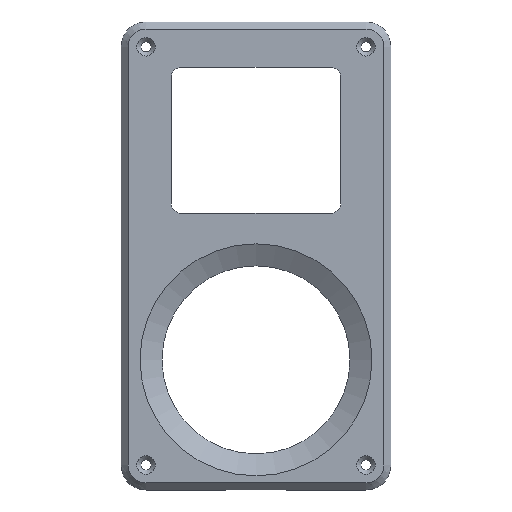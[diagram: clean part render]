
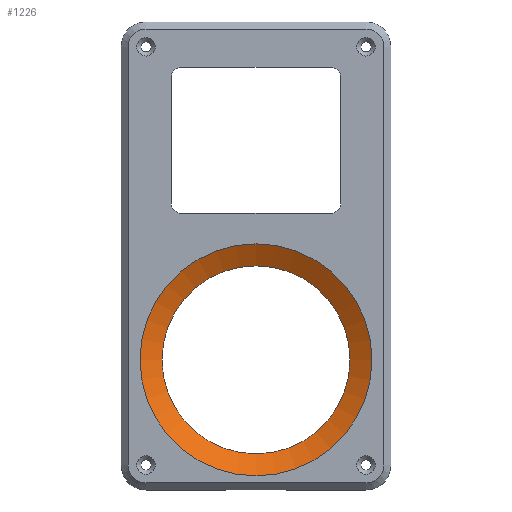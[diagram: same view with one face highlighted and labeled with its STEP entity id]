
A CAD part, top view. The second image highlights one B-rep face of the part: STEP entity #1226.
In plain terms, the highlighted conical face has half-angle 60 degrees and reference radius 20 mm.
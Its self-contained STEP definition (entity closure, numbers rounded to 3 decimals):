
#45 = PLANE('',#46);
#46 = AXIS2_PLACEMENT_3D('',#47,#48,#49);
#47 = CARTESIAN_POINT('',(0.,0.,11.6));
#48 = DIRECTION('',(0.,0.,1.));
#49 = DIRECTION('',(1.,0.,0.));
#364 = EDGE_CURVE('',#365,#365,#367,.T.);
#365 = VERTEX_POINT('',#366);
#366 = CARTESIAN_POINT('',(24.677,-22.1,11.6));
#367 = SURFACE_CURVE('',#368,(#373,#380),.PCURVE_S1.);
#368 = CIRCLE('',#369,24.677);
#369 = AXIS2_PLACEMENT_3D('',#370,#371,#372);
#370 = CARTESIAN_POINT('',(0.,-22.1,11.6));
#371 = DIRECTION('',(0.,0.,1.));
#372 = DIRECTION('',(1.,0.,0.));
#373 = PCURVE('',#45,#374);
#374 = DEFINITIONAL_REPRESENTATION('',(#375),#379);
#375 = CIRCLE('',#376,24.677);
#376 = AXIS2_PLACEMENT_2D('',#377,#378);
#377 = CARTESIAN_POINT('',(0.,-22.1));
#378 = DIRECTION('',(1.,0.));
#379 = ( GEOMETRIC_REPRESENTATION_CONTEXT(2) 
PARAMETRIC_REPRESENTATION_CONTEXT() REPRESENTATION_CONTEXT('2D SPACE',''
  ) );
#380 = PCURVE('',#381,#386);
#381 = CONICAL_SURFACE('',#382,20.,1.047);
#382 = AXIS2_PLACEMENT_3D('',#383,#384,#385);
#383 = CARTESIAN_POINT('',(0.,-22.1,8.9));
#384 = DIRECTION('',(0.,0.,1.));
#385 = DIRECTION('',(1.,0.,0.));
#386 = DEFINITIONAL_REPRESENTATION('',(#387),#391);
#387 = LINE('',#388,#389);
#388 = CARTESIAN_POINT('',(0.,2.7));
#389 = VECTOR('',#390,1.);
#390 = DIRECTION('',(1.,0.));
#391 = ( GEOMETRIC_REPRESENTATION_CONTEXT(2) 
PARAMETRIC_REPRESENTATION_CONTEXT() REPRESENTATION_CONTEXT('2D SPACE',''
  ) );
#1226 = ADVANCED_FACE('',(#1227),#381,.F.);
#1227 = FACE_BOUND('',#1228,.F.);
#1228 = EDGE_LOOP('',(#1229,#1249,#1278,#1300,#1301));
#1229 = ORIENTED_EDGE('',*,*,#1230,.F.);
#1230 = EDGE_CURVE('',#1231,#365,#1233,.T.);
#1231 = VERTEX_POINT('',#1232);
#1232 = CARTESIAN_POINT('',(20.,-22.1,8.9));
#1233 = SEAM_CURVE('',#1234,(#1237,#1243),.PCURVE_S1.);
#1234 = B_SPLINE_CURVE_WITH_KNOTS('',1,(#1235,#1236),.UNSPECIFIED.,.F.,
  .F.,(2,2),(0.,1.),.PIECEWISE_BEZIER_KNOTS.);
#1235 = CARTESIAN_POINT('',(20.,-22.1,8.9));
#1236 = CARTESIAN_POINT('',(28.66,-22.1,13.9));
#1237 = PCURVE('',#381,#1238);
#1238 = DEFINITIONAL_REPRESENTATION('',(#1239),#1242);
#1239 = B_SPLINE_CURVE_WITH_KNOTS('',1,(#1240,#1241),.UNSPECIFIED.,.F.,
  .F.,(2,2),(0.,1.),.PIECEWISE_BEZIER_KNOTS.);
#1240 = CARTESIAN_POINT('',(0.,0.));
#1241 = CARTESIAN_POINT('',(0.,5.));
#1242 = ( GEOMETRIC_REPRESENTATION_CONTEXT(2) 
PARAMETRIC_REPRESENTATION_CONTEXT() REPRESENTATION_CONTEXT('2D SPACE',''
  ) );
#1243 = PCURVE('',#381,#1244);
#1244 = DEFINITIONAL_REPRESENTATION('',(#1245),#1248);
#1245 = B_SPLINE_CURVE_WITH_KNOTS('',1,(#1246,#1247),.UNSPECIFIED.,.F.,
  .F.,(2,2),(0.,1.),.PIECEWISE_BEZIER_KNOTS.);
#1246 = CARTESIAN_POINT('',(6.283,0.));
#1247 = CARTESIAN_POINT('',(6.283,5.));
#1248 = ( GEOMETRIC_REPRESENTATION_CONTEXT(2) 
PARAMETRIC_REPRESENTATION_CONTEXT() REPRESENTATION_CONTEXT('2D SPACE',''
  ) );
#1249 = ORIENTED_EDGE('',*,*,#1250,.T.);
#1250 = EDGE_CURVE('',#1231,#1251,#1253,.T.);
#1251 = VERTEX_POINT('',#1252);
#1252 = CARTESIAN_POINT('',(-20.,-22.1,8.9));
#1253 = SURFACE_CURVE('',#1254,(#1259,#1266),.PCURVE_S1.);
#1254 = CIRCLE('',#1255,20.);
#1255 = AXIS2_PLACEMENT_3D('',#1256,#1257,#1258);
#1256 = CARTESIAN_POINT('',(0.,-22.1,8.9));
#1257 = DIRECTION('',(0.,0.,1.));
#1258 = DIRECTION('',(1.,0.,0.));
#1259 = PCURVE('',#381,#1260);
#1260 = DEFINITIONAL_REPRESENTATION('',(#1261),#1265);
#1261 = LINE('',#1262,#1263);
#1262 = CARTESIAN_POINT('',(0.,0.));
#1263 = VECTOR('',#1264,1.);
#1264 = DIRECTION('',(1.,0.));
#1265 = ( GEOMETRIC_REPRESENTATION_CONTEXT(2) 
PARAMETRIC_REPRESENTATION_CONTEXT() REPRESENTATION_CONTEXT('2D SPACE',''
  ) );
#1266 = PCURVE('',#1267,#1272);
#1267 = CYLINDRICAL_SURFACE('',#1268,20.);
#1268 = AXIS2_PLACEMENT_3D('',#1269,#1270,#1271);
#1269 = CARTESIAN_POINT('',(0.,-22.1,7.6));
#1270 = DIRECTION('',(0.,0.,-1.));
#1271 = DIRECTION('',(-1.,0.,0.));
#1272 = DEFINITIONAL_REPRESENTATION('',(#1273),#1277);
#1273 = LINE('',#1274,#1275);
#1274 = CARTESIAN_POINT('',(3.142,-1.3));
#1275 = VECTOR('',#1276,1.);
#1276 = DIRECTION('',(-1.,0.));
#1277 = ( GEOMETRIC_REPRESENTATION_CONTEXT(2) 
PARAMETRIC_REPRESENTATION_CONTEXT() REPRESENTATION_CONTEXT('2D SPACE',''
  ) );
#1278 = ORIENTED_EDGE('',*,*,#1279,.T.);
#1279 = EDGE_CURVE('',#1251,#1231,#1280,.T.);
#1280 = SURFACE_CURVE('',#1281,(#1286,#1293),.PCURVE_S1.);
#1281 = CIRCLE('',#1282,20.);
#1282 = AXIS2_PLACEMENT_3D('',#1283,#1284,#1285);
#1283 = CARTESIAN_POINT('',(0.,-22.1,8.9));
#1284 = DIRECTION('',(0.,0.,1.));
#1285 = DIRECTION('',(1.,0.,0.));
#1286 = PCURVE('',#381,#1287);
#1287 = DEFINITIONAL_REPRESENTATION('',(#1288),#1292);
#1288 = LINE('',#1289,#1290);
#1289 = CARTESIAN_POINT('',(0.,0.));
#1290 = VECTOR('',#1291,1.);
#1291 = DIRECTION('',(1.,0.));
#1292 = ( GEOMETRIC_REPRESENTATION_CONTEXT(2) 
PARAMETRIC_REPRESENTATION_CONTEXT() REPRESENTATION_CONTEXT('2D SPACE',''
  ) );
#1293 = PCURVE('',#1267,#1294);
#1294 = DEFINITIONAL_REPRESENTATION('',(#1295),#1299);
#1295 = LINE('',#1296,#1297);
#1296 = CARTESIAN_POINT('',(9.425,-1.3));
#1297 = VECTOR('',#1298,1.);
#1298 = DIRECTION('',(-1.,0.));
#1299 = ( GEOMETRIC_REPRESENTATION_CONTEXT(2) 
PARAMETRIC_REPRESENTATION_CONTEXT() REPRESENTATION_CONTEXT('2D SPACE',''
  ) );
#1300 = ORIENTED_EDGE('',*,*,#1230,.T.);
#1301 = ORIENTED_EDGE('',*,*,#364,.F.);
